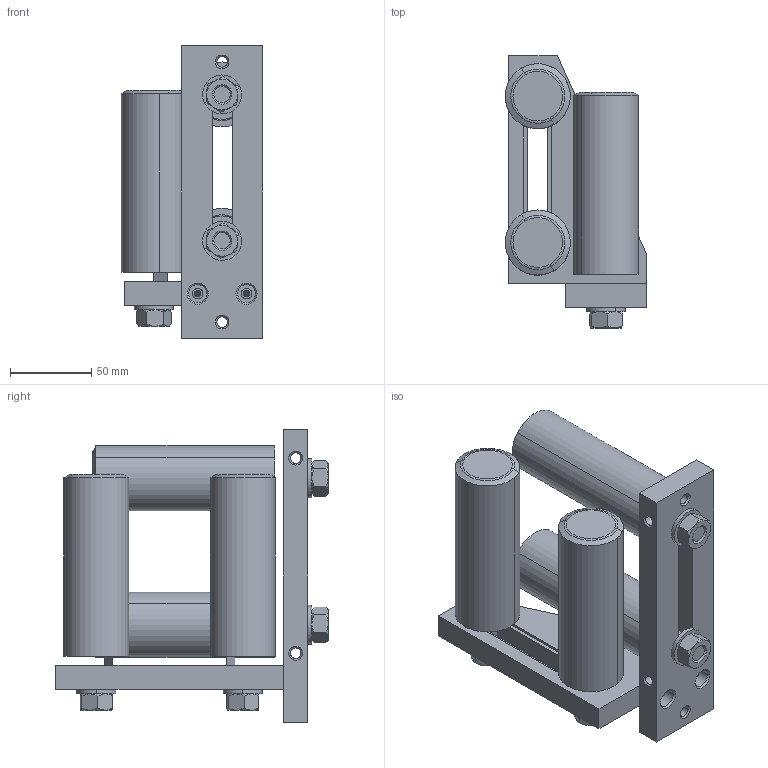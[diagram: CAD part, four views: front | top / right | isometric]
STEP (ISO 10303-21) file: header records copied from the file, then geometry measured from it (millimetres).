
FILE_DESCRIPTION (( 'STEP AP203' ), '1' );
FILE_NAME ('3-300123-00.STEP', '2012-12-20T11:01:36', ( '' ), ( '' ), 'SwSTEP 2.0', 'SolidWorks 2012', '' );
FILE_SCHEMA (( 'CONFIG_CONTROL_DESIGN' ));
Length unit declared in the file: millimetre
Products named in the file (1): 3-300123-00
Bounding box: 87 x 167.5 x 180 mm (x, y, z)
Surface area: 129146.6 mm2 (no closed solid volume)
Topology: 0 solids, 26 shells, 208 faces, 561 edges, 384 vertices
Faces by surface type: plane 82, cone 74, cylinder 40, torus 12
Entity records: 7091 total; most frequent: CARTESIAN_POINT 1792, DIRECTION 1159, ORIENTED_EDGE 930, EDGE_CURVE 561, AXIS2_PLACEMENT_3D 483, VERTEX_POINT 384, CIRCLE 274, EDGE_LOOP 253
